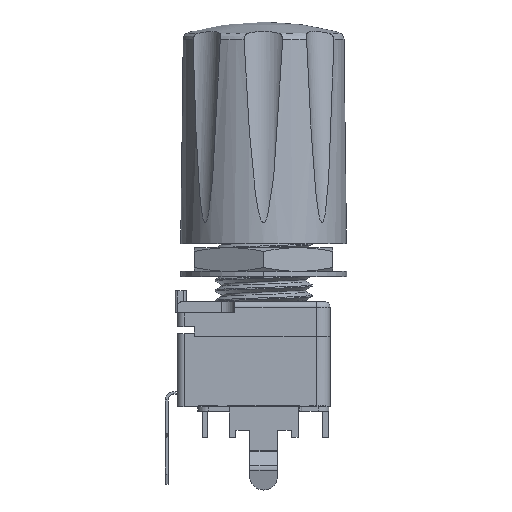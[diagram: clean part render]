
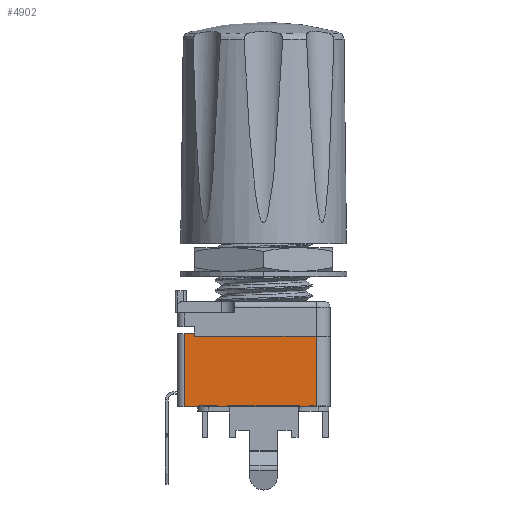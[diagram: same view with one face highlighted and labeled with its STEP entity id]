
A CAD part, left-side view. The second image highlights one B-rep face of the part: STEP entity #4902.
In plain terms, the highlighted planar face has unit normal (-1, 0, 0).
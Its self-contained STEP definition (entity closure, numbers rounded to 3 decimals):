
#4476 = VERTEX_POINT('',#4477);
#4477 = CARTESIAN_POINT('',(-4.75,5.,7.5));
#4485 = EDGE_CURVE('',#4486,#4476,#4488,.T.);
#4486 = VERTEX_POINT('',#4487);
#4487 = CARTESIAN_POINT('',(-4.75,5.,7.3));
#4488 = LINE('',#4489,#4490);
#4489 = CARTESIAN_POINT('',(-4.75,5.,7.65));
#4490 = VECTOR('',#4491,1.);
#4491 = DIRECTION('',(0.,0.,1.));
#4548 = EDGE_CURVE('',#4549,#4486,#4551,.T.);
#4549 = VERTEX_POINT('',#4550);
#4550 = CARTESIAN_POINT('',(-4.75,-3.8,7.3));
#4551 = LINE('',#4552,#4553);
#4552 = CARTESIAN_POINT('',(-4.75,1.35,7.3));
#4553 = VECTOR('',#4554,1.);
#4554 = DIRECTION('',(0.,1.,0.));
#4865 = EDGE_CURVE('',#4866,#4549,#4868,.T.);
#4866 = VERTEX_POINT('',#4867);
#4867 = CARTESIAN_POINT('',(-4.75,-3.8,2.3));
#4868 = LINE('',#4869,#4870);
#4869 = CARTESIAN_POINT('',(-4.75,-3.8,7.3));
#4870 = VECTOR('',#4871,1.);
#4871 = DIRECTION('',(0.,0.,1.));
#4902 = ADVANCED_FACE('',(#4903),#5015,.T.);
#4903 = FACE_BOUND('',#4904,.T.);
#4904 = EDGE_LOOP('',(#4905,#4906,#4907,#4915,#4923,#4931,#4940,#4948,
    #4957,#4965,#4974,#4982,#4991,#4999,#5008,#5014));
#4905 = ORIENTED_EDGE('',*,*,#4548,.T.);
#4906 = ORIENTED_EDGE('',*,*,#4485,.T.);
#4907 = ORIENTED_EDGE('',*,*,#4908,.F.);
#4908 = EDGE_CURVE('',#4909,#4476,#4911,.T.);
#4909 = VERTEX_POINT('',#4910);
#4910 = CARTESIAN_POINT('',(-4.75,5.75,7.5));
#4911 = LINE('',#4912,#4913);
#4912 = CARTESIAN_POINT('',(-4.75,-3.8,7.5));
#4913 = VECTOR('',#4914,1.);
#4914 = DIRECTION('',(0.,-1.,0.));
#4915 = ORIENTED_EDGE('',*,*,#4916,.T.);
#4916 = EDGE_CURVE('',#4909,#4917,#4919,.T.);
#4917 = VERTEX_POINT('',#4918);
#4918 = CARTESIAN_POINT('',(-4.75,5.75,2.2));
#4919 = LINE('',#4920,#4921);
#4920 = CARTESIAN_POINT('',(-4.75,5.75,7.3));
#4921 = VECTOR('',#4922,1.);
#4922 = DIRECTION('',(0.,0.,-1.));
#4923 = ORIENTED_EDGE('',*,*,#4924,.F.);
#4924 = EDGE_CURVE('',#4925,#4917,#4927,.T.);
#4925 = VERTEX_POINT('',#4926);
#4926 = CARTESIAN_POINT('',(-4.75,4.6,2.2));
#4927 = LINE('',#4928,#4929);
#4928 = CARTESIAN_POINT('',(-4.75,-3.8,2.2));
#4929 = VECTOR('',#4930,1.);
#4930 = DIRECTION('',(0.,1.,0.));
#4931 = ORIENTED_EDGE('',*,*,#4932,.T.);
#4932 = EDGE_CURVE('',#4925,#4933,#4935,.T.);
#4933 = VERTEX_POINT('',#4934);
#4934 = CARTESIAN_POINT('',(-4.75,4.7,2.3));
#4935 = CIRCLE('',#4936,0.1);
#4936 = AXIS2_PLACEMENT_3D('',#4937,#4938,#4939);
#4937 = CARTESIAN_POINT('',(-4.75,4.7,2.2));
#4938 = DIRECTION('',(-1.,0.,0.));
#4939 = DIRECTION('',(0.,-1.,0.));
#4940 = ORIENTED_EDGE('',*,*,#4941,.T.);
#4941 = EDGE_CURVE('',#4933,#4942,#4944,.T.);
#4942 = VERTEX_POINT('',#4943);
#4943 = CARTESIAN_POINT('',(-4.75,3.3,2.3));
#4944 = LINE('',#4945,#4946);
#4945 = CARTESIAN_POINT('',(-4.75,-5.638,2.3));
#4946 = VECTOR('',#4947,1.);
#4947 = DIRECTION('',(0.,-1.,0.));
#4948 = ORIENTED_EDGE('',*,*,#4949,.T.);
#4949 = EDGE_CURVE('',#4942,#4950,#4952,.T.);
#4950 = VERTEX_POINT('',#4951);
#4951 = CARTESIAN_POINT('',(-4.75,3.4,2.2));
#4952 = CIRCLE('',#4953,0.1);
#4953 = AXIS2_PLACEMENT_3D('',#4954,#4955,#4956);
#4954 = CARTESIAN_POINT('',(-4.75,3.3,2.2));
#4955 = DIRECTION('',(-1.,0.,0.));
#4956 = DIRECTION('',(0.,0.,1.));
#4957 = ORIENTED_EDGE('',*,*,#4958,.F.);
#4958 = EDGE_CURVE('',#4959,#4950,#4961,.T.);
#4959 = VERTEX_POINT('',#4960);
#4960 = CARTESIAN_POINT('',(-4.75,2.5,2.2));
#4961 = LINE('',#4962,#4963);
#4962 = CARTESIAN_POINT('',(-4.75,-3.8,2.2));
#4963 = VECTOR('',#4964,1.);
#4964 = DIRECTION('',(0.,1.,0.));
#4965 = ORIENTED_EDGE('',*,*,#4966,.T.);
#4966 = EDGE_CURVE('',#4959,#4967,#4969,.T.);
#4967 = VERTEX_POINT('',#4968);
#4968 = CARTESIAN_POINT('',(-4.75,2.6,2.3));
#4969 = CIRCLE('',#4970,0.1);
#4970 = AXIS2_PLACEMENT_3D('',#4971,#4972,#4973);
#4971 = CARTESIAN_POINT('',(-4.75,2.6,2.2));
#4972 = DIRECTION('',(-1.,0.,0.));
#4973 = DIRECTION('',(0.,-1.,0.));
#4974 = ORIENTED_EDGE('',*,*,#4975,.T.);
#4975 = EDGE_CURVE('',#4967,#4976,#4978,.T.);
#4976 = VERTEX_POINT('',#4977);
#4977 = CARTESIAN_POINT('',(-4.75,-2.6,2.3));
#4978 = LINE('',#4979,#4980);
#4979 = CARTESIAN_POINT('',(-4.75,-5.638,2.3));
#4980 = VECTOR('',#4981,1.);
#4981 = DIRECTION('',(0.,-1.,0.));
#4982 = ORIENTED_EDGE('',*,*,#4983,.T.);
#4983 = EDGE_CURVE('',#4976,#4984,#4986,.T.);
#4984 = VERTEX_POINT('',#4985);
#4985 = CARTESIAN_POINT('',(-4.75,-2.5,2.2));
#4986 = CIRCLE('',#4987,0.1);
#4987 = AXIS2_PLACEMENT_3D('',#4988,#4989,#4990);
#4988 = CARTESIAN_POINT('',(-4.75,-2.6,2.2));
#4989 = DIRECTION('',(-1.,0.,0.));
#4990 = DIRECTION('',(0.,0.,1.));
#4991 = ORIENTED_EDGE('',*,*,#4992,.F.);
#4992 = EDGE_CURVE('',#4993,#4984,#4995,.T.);
#4993 = VERTEX_POINT('',#4994);
#4994 = CARTESIAN_POINT('',(-4.75,-3.4,2.2));
#4995 = LINE('',#4996,#4997);
#4996 = CARTESIAN_POINT('',(-4.75,-3.8,2.2));
#4997 = VECTOR('',#4998,1.);
#4998 = DIRECTION('',(0.,1.,0.));
#4999 = ORIENTED_EDGE('',*,*,#5000,.T.);
#5000 = EDGE_CURVE('',#4993,#5001,#5003,.T.);
#5001 = VERTEX_POINT('',#5002);
#5002 = CARTESIAN_POINT('',(-4.75,-3.3,2.3));
#5003 = CIRCLE('',#5004,0.1);
#5004 = AXIS2_PLACEMENT_3D('',#5005,#5006,#5007);
#5005 = CARTESIAN_POINT('',(-4.75,-3.3,2.2));
#5006 = DIRECTION('',(-1.,0.,0.));
#5007 = DIRECTION('',(0.,-1.,0.));
#5008 = ORIENTED_EDGE('',*,*,#5009,.T.);
#5009 = EDGE_CURVE('',#5001,#4866,#5010,.T.);
#5010 = LINE('',#5011,#5012);
#5011 = CARTESIAN_POINT('',(-4.75,-5.638,2.3));
#5012 = VECTOR('',#5013,1.);
#5013 = DIRECTION('',(0.,-1.,0.));
#5014 = ORIENTED_EDGE('',*,*,#4865,.T.);
#5015 = PLANE('',#5016);
#5016 = AXIS2_PLACEMENT_3D('',#5017,#5018,#5019);
#5017 = CARTESIAN_POINT('',(-4.75,-3.8,7.3));
#5018 = DIRECTION('',(-1.,0.,0.));
#5019 = DIRECTION('',(0.,1.,0.));
